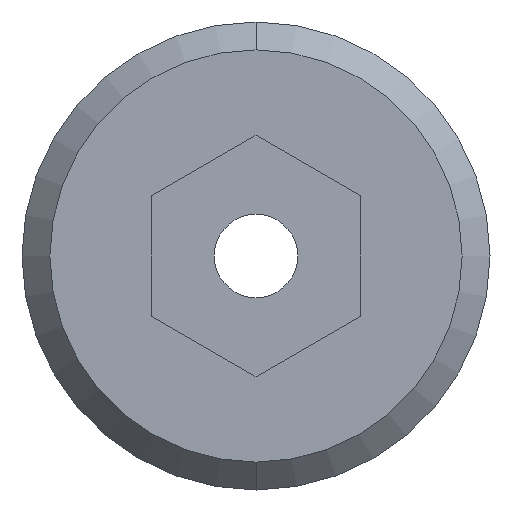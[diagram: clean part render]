
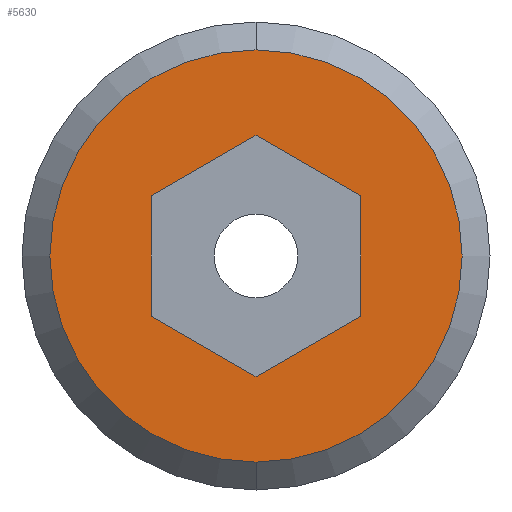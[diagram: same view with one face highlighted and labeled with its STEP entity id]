
A CAD part, left-side view. The second image highlights one B-rep face of the part: STEP entity #5630.
In plain terms, the highlighted planar face has unit normal (-1, 0, 0).
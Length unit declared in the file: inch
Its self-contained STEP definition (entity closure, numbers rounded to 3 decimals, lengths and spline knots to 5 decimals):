
#2612=CARTESIAN_POINT('',(-0.123,0.,0.));
#2613=DIRECTION('',(-1.,0.,0.));
#2614=DIRECTION('',(0.,1.,0.));
#2615=AXIS2_PLACEMENT_3D('',#2612,#2613,#2614);
#2630=DIRECTION('',(0.,0.5,0.866));
#2631=VECTOR('',#2630,0.05196);
#2632=CARTESIAN_POINT('',(-0.123,0.02598,-0.045));
#2633=LINE('',#2632,#2631);
#2634=DIRECTION('',(0.,1.,0.));
#2635=VECTOR('',#2634,0.05196);
#2636=CARTESIAN_POINT('',(-0.123,-0.02598,-0.045));
#2637=LINE('',#2636,#2635);
#2638=DIRECTION('',(0.,0.5,-0.866));
#2639=VECTOR('',#2638,0.05196);
#2640=CARTESIAN_POINT('',(-0.123,-0.05196,0.));
#2641=LINE('',#2640,#2639);
#2642=DIRECTION('',(0.,-0.5,-0.866));
#2643=VECTOR('',#2642,0.05196);
#2644=CARTESIAN_POINT('',(-0.123,-0.02598,0.045));
#2645=LINE('',#2644,#2643);
#2646=DIRECTION('',(0.,-1.,0.));
#2647=VECTOR('',#2646,0.05196);
#2648=CARTESIAN_POINT('',(-0.123,0.02598,0.045));
#2649=LINE('',#2648,#2647);
#2650=DIRECTION('',(0.,-0.5,0.866));
#2651=VECTOR('',#2650,0.05196);
#2652=CARTESIAN_POINT('',(-0.123,0.05196,0.));
#2653=LINE('',#2652,#2651);
#2654=CARTESIAN_POINT('',(-0.123,0.,0.));
#2655=DIRECTION('',(1.,0.,0.));
#2656=DIRECTION('',(0.,1.,0.));
#2657=AXIS2_PLACEMENT_3D('',#2654,#2655,#2656);
#2834=CARTESIAN_POINT('',(-0.123,0.08875,0.));
#2835=CARTESIAN_POINT('',(-0.123,-0.08875,0.));
#2836=VERTEX_POINT('',#2834);
#2837=VERTEX_POINT('',#2835);
#2854=CARTESIAN_POINT('',(-0.123,0.02598,-0.045));
#2855=CARTESIAN_POINT('',(-0.123,0.05196,0.));
#2856=VERTEX_POINT('',#2854);
#2857=VERTEX_POINT('',#2855);
#2858=CARTESIAN_POINT('',(-0.123,-0.02598,-0.045));
#2859=VERTEX_POINT('',#2858);
#2860=CARTESIAN_POINT('',(-0.123,-0.05196,0.));
#2861=VERTEX_POINT('',#2860);
#2862=CARTESIAN_POINT('',(-0.123,-0.02598,0.045));
#2863=VERTEX_POINT('',#2862);
#2864=CARTESIAN_POINT('',(-0.123,0.02598,0.045));
#2865=VERTEX_POINT('',#2864);
#5606=CARTESIAN_POINT('',(-0.123,0.,0.));
#5607=DIRECTION('',(1.,0.,0.));
#5608=DIRECTION('',(0.,-1.,0.));
#5609=AXIS2_PLACEMENT_3D('',#5606,#5607,#5608);
#5610=PLANE('',#5609);
#5611=ORIENTED_EDGE('',*,*,#5596,.F.);
#5613=ORIENTED_EDGE('',*,*,#5612,.T.);
#5614=EDGE_LOOP('',(#5611,#5613));
#5615=FACE_OUTER_BOUND('',#5614,.F.);
#5617=ORIENTED_EDGE('',*,*,#5616,.F.);
#5619=ORIENTED_EDGE('',*,*,#5618,.F.);
#5621=ORIENTED_EDGE('',*,*,#5620,.F.);
#5623=ORIENTED_EDGE('',*,*,#5622,.F.);
#5625=ORIENTED_EDGE('',*,*,#5624,.F.);
#5627=ORIENTED_EDGE('',*,*,#5626,.F.);
#5628=EDGE_LOOP('',(#5617,#5619,#5621,#5623,#5625,#5627));
#5629=FACE_BOUND('',#5628,.F.);
#2616=CIRCLE('',#2615,0.08875);
#2658=CIRCLE('',#2657,0.08875);
#5596=EDGE_CURVE('',#2836,#2837,#2616,.T.);
#5612=EDGE_CURVE('',#2836,#2837,#2658,.T.);
#5616=EDGE_CURVE('',#2856,#2857,#2633,.T.);
#5618=EDGE_CURVE('',#2859,#2856,#2637,.T.);
#5620=EDGE_CURVE('',#2861,#2859,#2641,.T.);
#5622=EDGE_CURVE('',#2863,#2861,#2645,.T.);
#5624=EDGE_CURVE('',#2865,#2863,#2649,.T.);
#5626=EDGE_CURVE('',#2857,#2865,#2653,.T.);
#5630=ADVANCED_FACE('',(#5615,#5629),#5610,.F.);
